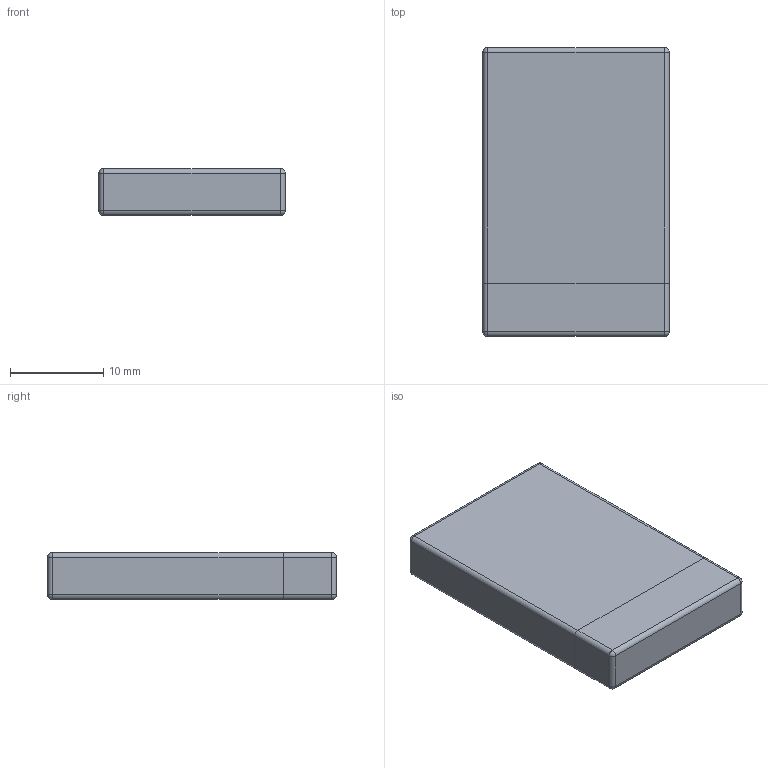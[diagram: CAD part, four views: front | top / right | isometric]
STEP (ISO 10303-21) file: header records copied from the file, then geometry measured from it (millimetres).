
FILE_DESCRIPTION(/* description */ (''),/* implementation_level */ '2;1');
FILE_NAME(/* name */ '502030-lipo v2.step',/* time_stamp */ '2025-04-11T08:04:28+02:00',/* author */ (''),/* organization */ (''),/* preprocessor_version */ 'ST-DEVELOPER v20.1',/* originating_system */ 'Autodesk Translation Framework v14.4.0.0',/* authorisation */ '');
FILE_SCHEMA (('AUTOMOTIVE_DESIGN { 1 0 10303 214 3 1 1 }'));
Length unit declared in the file: millimetre
Products named in the file (1): 502030-lipo
Bounding box: 20 x 31 x 5 mm (x, y, z)
Volume: 3088.1 mm3; surface area: 1901.2 mm2
Topology: 2 solids, 2 shells, 36 faces, 72 edges, 40 vertices
Faces by surface type: cylinder 16, plane 12, sphere 8
Entity records: 962 total; most frequent: DIRECTION 178, CARTESIAN_POINT 149, ORIENTED_EDGE 144, EDGE_CURVE 72, AXIS2_PLACEMENT_3D 69, LINE 40, VECTOR 40, VERTEX_POINT 40
